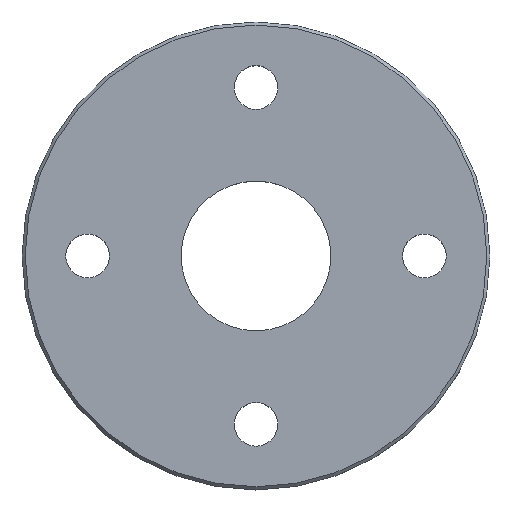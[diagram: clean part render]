
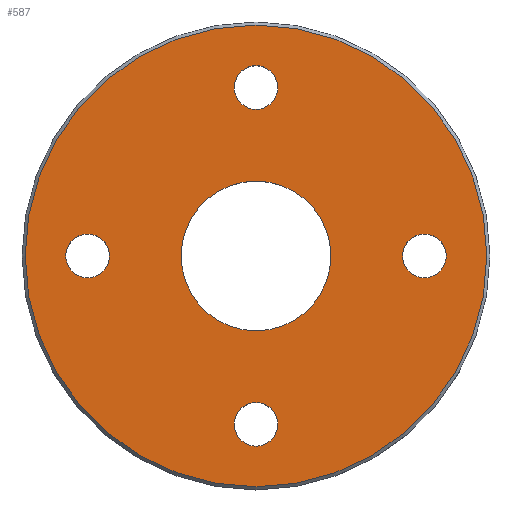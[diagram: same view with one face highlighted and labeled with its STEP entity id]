
A CAD part, top view. The second image highlights one B-rep face of the part: STEP entity #587.
In plain terms, the highlighted planar face has unit normal (0, 0, 1).
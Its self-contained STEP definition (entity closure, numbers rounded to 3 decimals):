
#3 = VERTEX_POINT ( 'NONE', #635 ) ;
#5 = CARTESIAN_POINT ( 'NONE',  ( 74., 0., -1. ) ) ;
#8 = CARTESIAN_POINT ( 'NONE',  ( -24., 0., -1. ) ) ;
#13 = ORIENTED_EDGE ( 'NONE', *, *, #277, .T. ) ;
#16 = CARTESIAN_POINT ( 'NONE',  ( 0., -54., -1. ) ) ;
#17 = AXIS2_PLACEMENT_3D ( 'NONE', #16, #408, #113 ) ;
#18 = EDGE_CURVE ( 'NONE', #148, #424, #215, .T. ) ;
#26 = DIRECTION ( 'NONE',  ( 1., 0., 0. ) ) ;
#30 = AXIS2_PLACEMENT_3D ( 'NONE', #628, #376, #26 ) ;
#33 = VERTEX_POINT ( 'NONE', #369 ) ;
#37 = CARTESIAN_POINT ( 'NONE',  ( 54., 0., -1. ) ) ;
#41 = AXIS2_PLACEMENT_3D ( 'NONE', #67, #521, #518 ) ;
#53 = DIRECTION ( 'NONE',  ( 0., 0., -1. ) ) ;
#55 = DIRECTION ( 'NONE',  ( 1., 0., 0. ) ) ;
#56 = CARTESIAN_POINT ( 'NONE',  ( 7., 54., -1. ) ) ;
#67 = CARTESIAN_POINT ( 'NONE',  ( -54., 0., -1. ) ) ;
#69 = AXIS2_PLACEMENT_3D ( 'NONE', #284, #235, #583 ) ;
#73 = PLANE ( 'NONE',  #294 ) ;
#75 = EDGE_CURVE ( 'NONE', #530, #494, #142, .T. ) ;
#79 = CARTESIAN_POINT ( 'NONE',  ( -74., 0., -1. ) ) ;
#85 = EDGE_LOOP ( 'NONE', ( #155, #397 ) ) ;
#95 = EDGE_CURVE ( 'NONE', #249, #3, #502, .T. ) ;
#97 = EDGE_LOOP ( 'NONE', ( #278, #313 ) ) ;
#100 = AXIS2_PLACEMENT_3D ( 'NONE', #265, #459, #162 ) ;
#102 = EDGE_LOOP ( 'NONE', ( #562, #264 ) ) ;
#113 = DIRECTION ( 'NONE',  ( 1., 0., 0. ) ) ;
#114 = AXIS2_PLACEMENT_3D ( 'NONE', #347, #297, #540 ) ;
#128 = DIRECTION ( 'NONE',  ( 1., 0., 0. ) ) ;
#132 = FACE_BOUND ( 'NONE', #102, .T. ) ;
#133 = CIRCLE ( 'NONE', #69, 24. ) ;
#134 = AXIS2_PLACEMENT_3D ( 'NONE', #301, #450, #306 ) ;
#135 = VERTEX_POINT ( 'NONE', #335 ) ;
#142 = CIRCLE ( 'NONE', #100, 7. ) ;
#145 = CARTESIAN_POINT ( 'NONE',  ( 0., 54., -1. ) ) ;
#148 = VERTEX_POINT ( 'NONE', #233 ) ;
#155 = ORIENTED_EDGE ( 'NONE', *, *, #535, .T. ) ;
#162 = DIRECTION ( 'NONE',  ( 1., 0., 0. ) ) ;
#180 = DIRECTION ( 'NONE',  ( 0., 0., 1. ) ) ;
#183 = ORIENTED_EDGE ( 'NONE', *, *, #541, .T. ) ;
#200 = EDGE_CURVE ( 'NONE', #406, #615, #370, .T. ) ;
#202 = ORIENTED_EDGE ( 'NONE', *, *, #364, .T. ) ;
#215 = CIRCLE ( 'NONE', #269, 7. ) ;
#219 = FACE_BOUND ( 'NONE', #311, .T. ) ;
#220 = EDGE_CURVE ( 'NONE', #33, #449, #133, .T. ) ;
#233 = CARTESIAN_POINT ( 'NONE',  ( -7., -54., -1. ) ) ;
#235 = DIRECTION ( 'NONE',  ( 0., 0., -1. ) ) ;
#249 = VERTEX_POINT ( 'NONE', #477 ) ;
#252 = CIRCLE ( 'NONE', #41, 7. ) ;
#254 = CARTESIAN_POINT ( 'NONE',  ( 47., 0., -1. ) ) ;
#261 = CIRCLE ( 'NONE', #358, 7. ) ;
#264 = ORIENTED_EDGE ( 'NONE', *, *, #75, .T. ) ;
#265 = CARTESIAN_POINT ( 'NONE',  ( 0., 54., -1. ) ) ;
#267 = ORIENTED_EDGE ( 'NONE', *, *, #220, .T. ) ;
#269 = AXIS2_PLACEMENT_3D ( 'NONE', #432, #527, #439 ) ;
#270 = FACE_BOUND ( 'NONE', #85, .T. ) ;
#271 = AXIS2_PLACEMENT_3D ( 'NONE', #388, #524, #537 ) ;
#272 = CIRCLE ( 'NONE', #30, 7. ) ;
#277 = EDGE_CURVE ( 'NONE', #377, #135, #261, .T. ) ;
#278 = ORIENTED_EDGE ( 'NONE', *, *, #522, .T. ) ;
#280 = FACE_BOUND ( 'NONE', #97, .T. ) ;
#284 = CARTESIAN_POINT ( 'NONE',  ( 0., 0., -1. ) ) ;
#291 = EDGE_CURVE ( 'NONE', #494, #530, #351, .T. ) ;
#294 = AXIS2_PLACEMENT_3D ( 'NONE', #474, #579, #334 ) ;
#297 = DIRECTION ( 'NONE',  ( 0., 0., -1. ) ) ;
#301 = CARTESIAN_POINT ( 'NONE',  ( 0., 0., -1. ) ) ;
#306 = DIRECTION ( 'NONE',  ( 1., 0., 0. ) ) ;
#311 = EDGE_LOOP ( 'NONE', ( #183, #13 ) ) ;
#313 = ORIENTED_EDGE ( 'NONE', *, *, #18, .T. ) ;
#316 = EDGE_CURVE ( 'NONE', #449, #33, #545, .T. ) ;
#334 = DIRECTION ( 'NONE',  ( 1., 0., 0. ) ) ;
#335 = CARTESIAN_POINT ( 'NONE',  ( 61., 0., -1. ) ) ;
#347 = CARTESIAN_POINT ( 'NONE',  ( 0., 0., -1. ) ) ;
#351 = CIRCLE ( 'NONE', #622, 7. ) ;
#354 = DIRECTION ( 'NONE',  ( 1., 0., 0. ) ) ;
#358 = AXIS2_PLACEMENT_3D ( 'NONE', #37, #438, #55 ) ;
#364 = EDGE_CURVE ( 'NONE', #615, #406, #486, .T. ) ;
#369 = CARTESIAN_POINT ( 'NONE',  ( 24., 0., -1. ) ) ;
#370 = CIRCLE ( 'NONE', #611, 74. ) ;
#376 = DIRECTION ( 'NONE',  ( 0., 0., -1. ) ) ;
#377 = VERTEX_POINT ( 'NONE', #254 ) ;
#388 = CARTESIAN_POINT ( 'NONE',  ( -54., 0., -1. ) ) ;
#397 = ORIENTED_EDGE ( 'NONE', *, *, #95, .T. ) ;
#406 = VERTEX_POINT ( 'NONE', #5 ) ;
#408 = DIRECTION ( 'NONE',  ( 0., 0., -1. ) ) ;
#424 = VERTEX_POINT ( 'NONE', #559 ) ;
#429 = CIRCLE ( 'NONE', #17, 7. ) ;
#432 = CARTESIAN_POINT ( 'NONE',  ( 0., -54., -1. ) ) ;
#438 = DIRECTION ( 'NONE',  ( 0., 0., -1. ) ) ;
#439 = DIRECTION ( 'NONE',  ( 1., 0., 0. ) ) ;
#449 = VERTEX_POINT ( 'NONE', #8 ) ;
#450 = DIRECTION ( 'NONE',  ( 0., 0., 1. ) ) ;
#459 = DIRECTION ( 'NONE',  ( 0., 0., -1. ) ) ;
#469 = CARTESIAN_POINT ( 'NONE',  ( 0., 0., -1. ) ) ;
#474 = CARTESIAN_POINT ( 'NONE',  ( 0., 0., -1. ) ) ;
#477 = CARTESIAN_POINT ( 'NONE',  ( -61., 0., -1. ) ) ;
#486 = CIRCLE ( 'NONE', #134, 74. ) ;
#494 = VERTEX_POINT ( 'NONE', #56 ) ;
#499 = EDGE_LOOP ( 'NONE', ( #202, #519 ) ) ;
#502 = CIRCLE ( 'NONE', #271, 7. ) ;
#515 = FACE_OUTER_BOUND ( 'NONE', #499, .T. ) ;
#518 = DIRECTION ( 'NONE',  ( 1., 0., 0. ) ) ;
#519 = ORIENTED_EDGE ( 'NONE', *, *, #200, .T. ) ;
#521 = DIRECTION ( 'NONE',  ( 0., 0., -1. ) ) ;
#522 = EDGE_CURVE ( 'NONE', #424, #148, #429, .T. ) ;
#524 = DIRECTION ( 'NONE',  ( 0., 0., -1. ) ) ;
#527 = DIRECTION ( 'NONE',  ( 0., 0., -1. ) ) ;
#530 = VERTEX_POINT ( 'NONE', #571 ) ;
#535 = EDGE_CURVE ( 'NONE', #3, #249, #252, .T. ) ;
#537 = DIRECTION ( 'NONE',  ( 1., 0., 0. ) ) ;
#540 = DIRECTION ( 'NONE',  ( 1., 0., 0. ) ) ;
#541 = EDGE_CURVE ( 'NONE', #135, #377, #272, .T. ) ;
#545 = CIRCLE ( 'NONE', #114, 24. ) ;
#559 = CARTESIAN_POINT ( 'NONE',  ( 7., -54., -1. ) ) ;
#562 = ORIENTED_EDGE ( 'NONE', *, *, #291, .T. ) ;
#571 = CARTESIAN_POINT ( 'NONE',  ( -7., 54., -1. ) ) ;
#577 = EDGE_LOOP ( 'NONE', ( #267, #606 ) ) ;
#579 = DIRECTION ( 'NONE',  ( 0., 0., 1. ) ) ;
#583 = DIRECTION ( 'NONE',  ( 1., 0., 0. ) ) ;
#587 = ADVANCED_FACE ( 'NONE', ( #515, #219, #280, #270, #132, #624 ), #73, .T. ) ;
#606 = ORIENTED_EDGE ( 'NONE', *, *, #316, .T. ) ;
#611 = AXIS2_PLACEMENT_3D ( 'NONE', #469, #180, #128 ) ;
#615 = VERTEX_POINT ( 'NONE', #79 ) ;
#622 = AXIS2_PLACEMENT_3D ( 'NONE', #145, #53, #354 ) ;
#624 = FACE_BOUND ( 'NONE', #577, .T. ) ;
#628 = CARTESIAN_POINT ( 'NONE',  ( 54., 0., -1. ) ) ;
#635 = CARTESIAN_POINT ( 'NONE',  ( -47., 0., -1. ) ) ;
